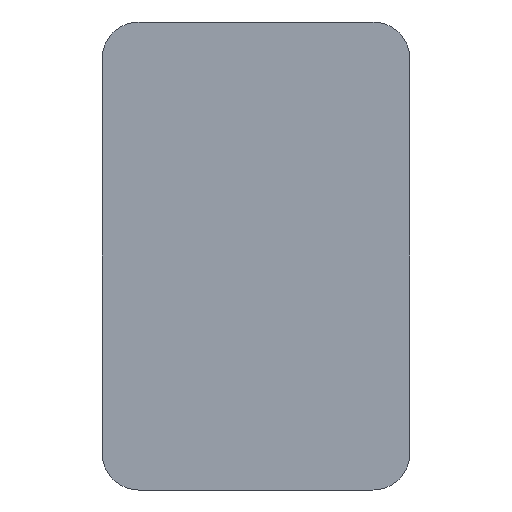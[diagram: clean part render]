
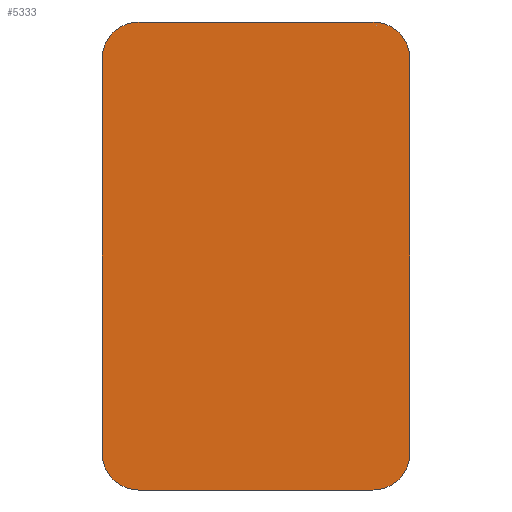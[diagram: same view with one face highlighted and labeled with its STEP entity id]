
A CAD part, front view. The second image highlights one B-rep face of the part: STEP entity #5333.
In plain terms, the highlighted planar face has unit normal (0, -1, 0).
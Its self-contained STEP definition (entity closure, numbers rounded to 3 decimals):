
#71=CIRCLE('',#5482,30.);
#72=CIRCLE('',#5485,30.);
#109=CIRCLE('',#5548,30.);
#110=CIRCLE('',#5549,30.);
#865=FACE_OUTER_BOUND('',#1175,.T.);
#1175=EDGE_LOOP('',(#4912,#4913,#4914,#4915,#4916,#4917,#4918,#4919));
#1590=LINE('',#10421,#2022);
#1594=LINE('',#10430,#2026);
#1608=LINE('',#10534,#2040);
#1609=LINE('',#10538,#2041);
#2022=VECTOR('',#6222,10.);
#2026=VECTOR('',#6232,10.);
#2040=VECTOR('',#6374,10.);
#2041=VECTOR('',#6377,10.);
#2533=VERTEX_POINT('',#10418);
#2534=VERTEX_POINT('',#10420);
#2535=VERTEX_POINT('',#10424);
#2536=VERTEX_POINT('',#10428);
#2537=VERTEX_POINT('',#10432);
#2562=VERTEX_POINT('',#10533);
#2563=VERTEX_POINT('',#10535);
#2564=VERTEX_POINT('',#10537);
#3294=EDGE_CURVE('',#2534,#2533,#1590,.T.);
#3297=EDGE_CURVE('',#2535,#2533,#71,.T.);
#3299=EDGE_CURVE('',#2535,#2536,#1594,.T.);
#3301=EDGE_CURVE('',#2537,#2536,#72,.T.);
#3350=EDGE_CURVE('',#2537,#2562,#1608,.T.);
#3351=EDGE_CURVE('',#2563,#2562,#109,.T.);
#3352=EDGE_CURVE('',#2563,#2564,#1609,.T.);
#3353=EDGE_CURVE('',#2534,#2564,#110,.T.);
#4912=ORIENTED_EDGE('',*,*,#3301,.F.);
#4913=ORIENTED_EDGE('',*,*,#3350,.T.);
#4914=ORIENTED_EDGE('',*,*,#3351,.F.);
#4915=ORIENTED_EDGE('',*,*,#3352,.T.);
#4916=ORIENTED_EDGE('',*,*,#3353,.F.);
#4917=ORIENTED_EDGE('',*,*,#3294,.T.);
#4918=ORIENTED_EDGE('',*,*,#3297,.F.);
#4919=ORIENTED_EDGE('',*,*,#3299,.T.);
#5043=PLANE('',#5547);
#5333=ADVANCED_FACE('',(#865),#5043,.F.);
#5482=AXIS2_PLACEMENT_3D('',#10426,#6227,#6228);
#5485=AXIS2_PLACEMENT_3D('',#10434,#6236,#6237);
#5547=AXIS2_PLACEMENT_3D('',#10532,#6372,#6373);
#5548=AXIS2_PLACEMENT_3D('',#10536,#6375,#6376);
#5549=AXIS2_PLACEMENT_3D('',#10539,#6378,#6379);
#6222=DIRECTION('',(0.,0.,1.));
#6227=DIRECTION('center_axis',(0.,1.,0.));
#6228=DIRECTION('ref_axis',(0.707,0.,0.707));
#6232=DIRECTION('',(-1.,0.,0.));
#6236=DIRECTION('center_axis',(0.,1.,0.));
#6237=DIRECTION('ref_axis',(-0.707,0.,0.707));
#6372=DIRECTION('center_axis',(0.,1.,0.));
#6373=DIRECTION('ref_axis',(1.,0.,0.));
#6374=DIRECTION('',(0.,0.,-1.));
#6375=DIRECTION('center_axis',(0.,1.,0.));
#6376=DIRECTION('ref_axis',(-0.707,0.,-0.707));
#6377=DIRECTION('',(1.,0.,0.));
#6378=DIRECTION('center_axis',(0.,1.,0.));
#6379=DIRECTION('ref_axis',(0.707,0.,-0.707));
#10418=CARTESIAN_POINT('',(125.,0.,160.));
#10420=CARTESIAN_POINT('',(125.,0.,-160.));
#10421=CARTESIAN_POINT('',(125.,0.,-190.));
#10424=CARTESIAN_POINT('',(95.,0.,190.));
#10426=CARTESIAN_POINT('Origin',(95.,0.,160.));
#10428=CARTESIAN_POINT('',(-95.,0.,190.));
#10430=CARTESIAN_POINT('',(125.,0.,190.));
#10432=CARTESIAN_POINT('',(-125.,0.,160.));
#10434=CARTESIAN_POINT('Origin',(-95.,0.,160.));
#10532=CARTESIAN_POINT('Origin',(0.,0.,0.));
#10533=CARTESIAN_POINT('',(-125.,0.,-160.));
#10534=CARTESIAN_POINT('',(-125.,0.,190.));
#10535=CARTESIAN_POINT('',(-95.,0.,-190.));
#10536=CARTESIAN_POINT('Origin',(-95.,0.,-160.));
#10537=CARTESIAN_POINT('',(95.,0.,-190.));
#10538=CARTESIAN_POINT('',(-125.,0.,-190.));
#10539=CARTESIAN_POINT('Origin',(95.,0.,-160.));
